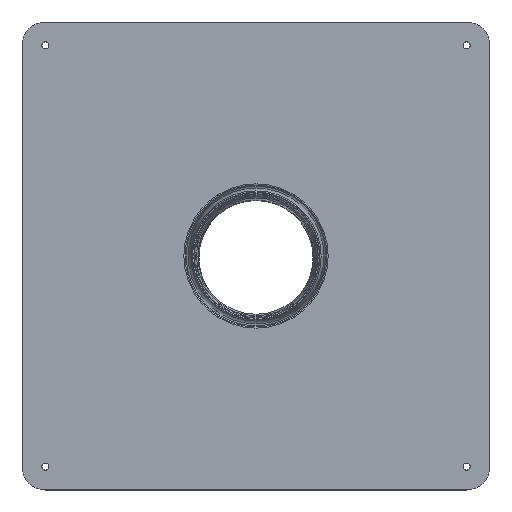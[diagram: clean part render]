
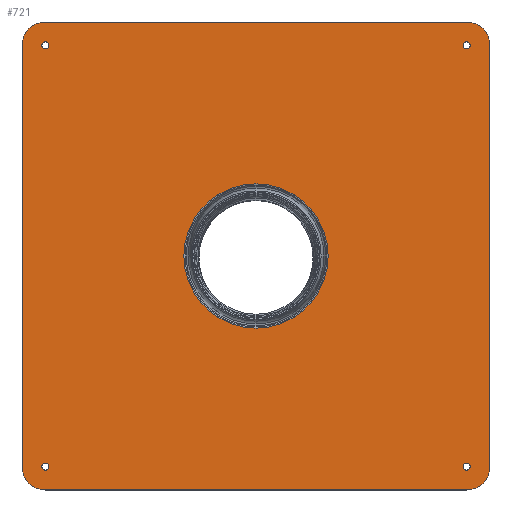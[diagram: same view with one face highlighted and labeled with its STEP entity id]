
A CAD part, top view. The second image highlights one B-rep face of the part: STEP entity #721.
In plain terms, the highlighted planar face has unit normal (0, 0, 1).
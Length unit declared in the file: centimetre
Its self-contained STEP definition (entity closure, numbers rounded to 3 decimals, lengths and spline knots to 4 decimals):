
#29=FACE_BOUND('',#130,.T.);
#30=FACE_BOUND('',#131,.T.);
#31=FACE_BOUND('',#132,.T.);
#32=FACE_BOUND('',#133,.T.);
#33=FACE_BOUND('',#134,.T.);
#43=PLANE('',#791);
#88=FACE_OUTER_BOUND('',#129,.T.);
#129=EDGE_LOOP('',(#554,#555,#556,#557,#558,#559,#560,#561));
#130=EDGE_LOOP('',(#562));
#131=EDGE_LOOP('',(#563));
#132=EDGE_LOOP('',(#564));
#133=EDGE_LOOP('',(#565));
#134=EDGE_LOOP('',(#566));
#172=LINE('',#1186,#208);
#176=LINE('',#1198,#212);
#180=LINE('',#1210,#216);
#184=LINE('',#1222,#220);
#208=VECTOR('',#929,1.);
#212=VECTOR('',#941,1.);
#216=VECTOR('',#953,1.);
#220=VECTOR('',#965,1.);
#241=CIRCLE('',#758,61.626);
#245=CIRCLE('',#764,3.);
#247=CIRCLE('',#767,3.);
#249=CIRCLE('',#770,3.);
#251=CIRCLE('',#773,3.);
#254=CIRCLE('',#778,20.);
#256=CIRCLE('',#782,20.);
#258=CIRCLE('',#786,20.);
#260=CIRCLE('',#790,20.);
#313=VERTEX_POINT('',#1148);
#315=VERTEX_POINT('',#1156);
#317=VERTEX_POINT('',#1162);
#319=VERTEX_POINT('',#1168);
#321=VERTEX_POINT('',#1174);
#325=VERTEX_POINT('',#1183);
#326=VERTEX_POINT('',#1185);
#328=VERTEX_POINT('',#1191);
#330=VERTEX_POINT('',#1197);
#332=VERTEX_POINT('',#1203);
#334=VERTEX_POINT('',#1209);
#336=VERTEX_POINT('',#1215);
#338=VERTEX_POINT('',#1221);
#384=EDGE_CURVE('',#313,#313,#241,.T.);
#388=EDGE_CURVE('',#315,#315,#245,.T.);
#391=EDGE_CURVE('',#317,#317,#247,.T.);
#394=EDGE_CURVE('',#319,#319,#249,.T.);
#397=EDGE_CURVE('',#321,#321,#251,.T.);
#402=EDGE_CURVE('',#326,#325,#172,.T.);
#405=EDGE_CURVE('',#328,#326,#254,.T.);
#408=EDGE_CURVE('',#330,#328,#176,.T.);
#411=EDGE_CURVE('',#332,#330,#256,.T.);
#414=EDGE_CURVE('',#334,#332,#180,.T.);
#417=EDGE_CURVE('',#336,#334,#258,.T.);
#420=EDGE_CURVE('',#338,#336,#184,.T.);
#423=EDGE_CURVE('',#325,#338,#260,.T.);
#554=ORIENTED_EDGE('',*,*,#423,.T.);
#555=ORIENTED_EDGE('',*,*,#420,.T.);
#556=ORIENTED_EDGE('',*,*,#417,.T.);
#557=ORIENTED_EDGE('',*,*,#414,.T.);
#558=ORIENTED_EDGE('',*,*,#411,.T.);
#559=ORIENTED_EDGE('',*,*,#408,.T.);
#560=ORIENTED_EDGE('',*,*,#405,.T.);
#561=ORIENTED_EDGE('',*,*,#402,.T.);
#562=ORIENTED_EDGE('',*,*,#384,.T.);
#563=ORIENTED_EDGE('',*,*,#397,.T.);
#564=ORIENTED_EDGE('',*,*,#394,.T.);
#565=ORIENTED_EDGE('',*,*,#391,.T.);
#566=ORIENTED_EDGE('',*,*,#388,.T.);
#721=ADVANCED_FACE('',(#88,#29,#30,#31,#32,#33),#43,.T.);
#758=AXIS2_PLACEMENT_3D('',#1149,#887,#888);
#764=AXIS2_PLACEMENT_3D('',#1157,#899,#900);
#767=AXIS2_PLACEMENT_3D('',#1163,#906,#907);
#770=AXIS2_PLACEMENT_3D('',#1169,#913,#914);
#773=AXIS2_PLACEMENT_3D('',#1175,#920,#921);
#778=AXIS2_PLACEMENT_3D('',#1192,#935,#936);
#782=AXIS2_PLACEMENT_3D('',#1204,#947,#948);
#786=AXIS2_PLACEMENT_3D('',#1216,#959,#960);
#790=AXIS2_PLACEMENT_3D('',#1226,#971,#972);
#791=AXIS2_PLACEMENT_3D('',#1227,#973,#974);
#887=DIRECTION('center_axis',(0.,0.,
-1.));
#888=DIRECTION('ref_axis',(-1.,0.,0.));
#899=DIRECTION('center_axis',(0.,0.,-1.));
#900=DIRECTION('ref_axis',(1.,0.,0.));
#906=DIRECTION('center_axis',(0.,0.,-1.));
#907=DIRECTION('ref_axis',(1.,0.,0.));
#913=DIRECTION('center_axis',(0.,0.,-1.));
#914=DIRECTION('ref_axis',(-1.,0.,0.));
#920=DIRECTION('center_axis',(0.,0.,-1.));
#921=DIRECTION('ref_axis',(-1.,0.,0.));
#929=DIRECTION('',(0.,1.,0.));
#935=DIRECTION('center_axis',(0.,0.,1.));
#936=DIRECTION('ref_axis',(0.,-1.,0.));
#941=DIRECTION('',(1.,0.,0.));
#947=DIRECTION('center_axis',(0.,0.,1.));
#948=DIRECTION('ref_axis',(-1.,0.,0.));
#953=DIRECTION('',(0.,-1.,0.));
#959=DIRECTION('center_axis',(0.,0.,1.));
#960=DIRECTION('ref_axis',(0.,1.,0.));
#965=DIRECTION('',(-1.,0.,0.));
#971=DIRECTION('center_axis',(0.,0.,1.));
#972=DIRECTION('ref_axis',(1.,0.,0.));
#973=DIRECTION('center_axis',(0.,0.,1.));
#974=DIRECTION('ref_axis',(1.,0.,0.));
#1148=CARTESIAN_POINT('',(61.626,0.,798.));
#1149=CARTESIAN_POINT('Origin',(0.,0.,
798.));
#1156=CARTESIAN_POINT('',(-183.,-180.,798.));
#1157=CARTESIAN_POINT('Origin',(-180.,-180.,798.));
#1162=CARTESIAN_POINT('',(177.,-180.,798.));
#1163=CARTESIAN_POINT('Origin',(180.,-180.,798.));
#1168=CARTESIAN_POINT('',(183.,180.,798.));
#1169=CARTESIAN_POINT('Origin',(180.,180.,798.));
#1174=CARTESIAN_POINT('',(-177.,180.,798.));
#1175=CARTESIAN_POINT('Origin',(-180.,180.,798.));
#1183=CARTESIAN_POINT('',(200.,180.,798.));
#1185=CARTESIAN_POINT('',(200.,-180.,798.));
#1186=CARTESIAN_POINT('',(200.,-180.,798.));
#1191=CARTESIAN_POINT('',(180.,-200.,798.));
#1192=CARTESIAN_POINT('Origin',(180.,-180.,798.));
#1197=CARTESIAN_POINT('',(-180.,-200.,798.));
#1198=CARTESIAN_POINT('',(-180.,-200.,798.));
#1203=CARTESIAN_POINT('',(-200.,-180.,798.));
#1204=CARTESIAN_POINT('Origin',(-180.,-180.,798.));
#1209=CARTESIAN_POINT('',(-200.,180.,798.));
#1210=CARTESIAN_POINT('',(-200.,180.,798.));
#1215=CARTESIAN_POINT('',(-180.,200.,798.));
#1216=CARTESIAN_POINT('Origin',(-180.,180.,798.));
#1221=CARTESIAN_POINT('',(180.,200.,798.));
#1222=CARTESIAN_POINT('',(180.,200.,798.));
#1226=CARTESIAN_POINT('Origin',(180.,180.,798.));
#1227=CARTESIAN_POINT('Origin',(0.,0.,798.));
